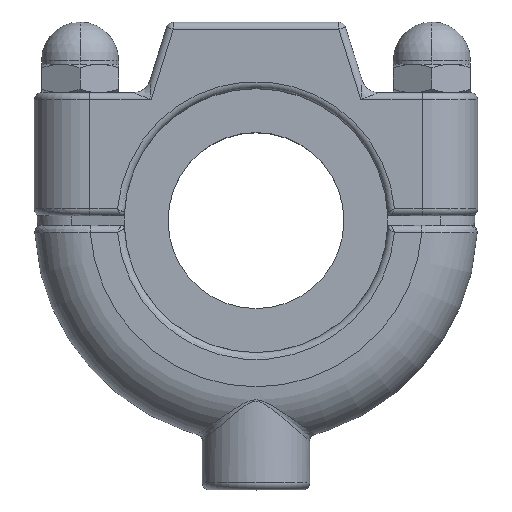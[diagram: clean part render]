
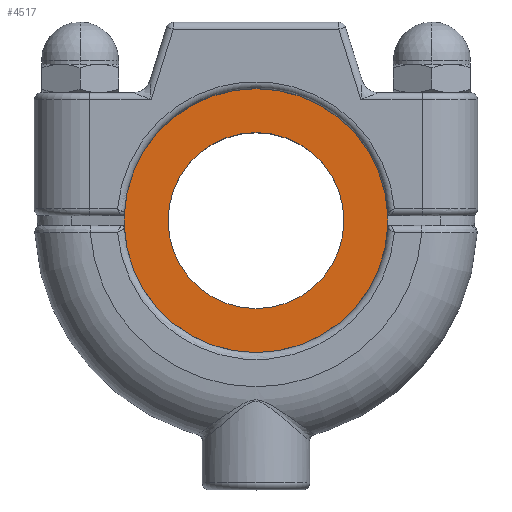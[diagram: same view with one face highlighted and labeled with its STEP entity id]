
A CAD part, top view. The second image highlights one B-rep face of the part: STEP entity #4517.
In plain terms, the highlighted planar face has unit normal (0, 0, 1).
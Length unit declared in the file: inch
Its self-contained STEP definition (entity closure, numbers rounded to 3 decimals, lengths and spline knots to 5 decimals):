
#337=CARTESIAN_POINT('',(0.,0.0275,0.315));
#338=DIRECTION('',(0.,0.,1.));
#339=DIRECTION('',(0.999,0.037,0.));
#340=AXIS2_PLACEMENT_3D('',#337,#338,#339);
#369=DIRECTION('',(0.,-1.,0.));
#370=VECTOR('',#369,0.055);
#371=CARTESIAN_POINT('',(-0.7495,0.055,0.315));
#372=LINE('',#371,#370);
#373=DIRECTION('',(0.,-1.,0.));
#374=VECTOR('',#373,0.055);
#375=CARTESIAN_POINT('',(0.7495,0.055,0.315));
#376=LINE('',#375,#374);
#377=CARTESIAN_POINT('',(0.,0.0275,0.315));
#378=DIRECTION('',(0.,0.,-1.));
#379=DIRECTION('',(1.,0.,0.));
#380=AXIS2_PLACEMENT_3D('',#377,#378,#379);
#382=CARTESIAN_POINT('',(0.,0.0275,0.315));
#383=DIRECTION('',(0.,0.,1.));
#384=DIRECTION('',(1.,0.,0.));
#385=AXIS2_PLACEMENT_3D('',#382,#383,#384);
#1355=CARTESIAN_POINT('',(0.,0.0275,0.315));
#1356=DIRECTION('',(0.,0.,1.));
#1357=DIRECTION('',(-0.999,-0.037,0.));
#1358=AXIS2_PLACEMENT_3D('',#1355,#1356,#1357);
#3616=CARTESIAN_POINT('',(0.5,0.0275,0.315));
#3618=VERTEX_POINT('',#3616);
#3620=CARTESIAN_POINT('',(-0.5,0.0275,0.315));
#3622=VERTEX_POINT('',#3620);
#3655=CARTESIAN_POINT('',(-0.7495,0.055,0.315));
#3656=CARTESIAN_POINT('',(-0.7495,0.,0.315));
#3657=VERTEX_POINT('',#3655);
#3658=VERTEX_POINT('',#3656);
#3659=CARTESIAN_POINT('',(0.7495,0.055,0.315));
#3660=CARTESIAN_POINT('',(0.7495,0.,0.315));
#3661=VERTEX_POINT('',#3659);
#3662=VERTEX_POINT('',#3660);
#4497=CARTESIAN_POINT('',(0.,0.0275,0.315));
#4498=DIRECTION('',(0.,0.,1.));
#4499=DIRECTION('',(-1.,0.,0.));
#4500=AXIS2_PLACEMENT_3D('',#4497,#4498,#4499);
#4501=PLANE('',#4500);
#4503=ORIENTED_EDGE('',*,*,#4502,.F.);
#4504=ORIENTED_EDGE('',*,*,#4480,.F.);
#4506=ORIENTED_EDGE('',*,*,#4505,.T.);
#4508=ORIENTED_EDGE('',*,*,#4507,.F.);
#4509=EDGE_LOOP('',(#4503,#4504,#4506,#4508));
#4510=FACE_OUTER_BOUND('',#4509,.F.);
#4512=ORIENTED_EDGE('',*,*,#4511,.F.);
#4514=ORIENTED_EDGE('',*,*,#4513,.T.);
#4515=EDGE_LOOP('',(#4512,#4514));
#4516=FACE_BOUND('',#4515,.F.);
#4517=ADVANCED_FACE('',(#4510,#4516),#4501,.T.);
#341=CIRCLE('',#340,0.75);
#381=CIRCLE('',#380,0.5);
#386=CIRCLE('',#385,0.5);
#1359=CIRCLE('',#1358,0.75);
#4480=EDGE_CURVE('',#3661,#3657,#341,.T.);
#4502=EDGE_CURVE('',#3657,#3658,#372,.T.);
#4505=EDGE_CURVE('',#3661,#3662,#376,.T.);
#4507=EDGE_CURVE('',#3658,#3662,#1359,.T.);
#4511=EDGE_CURVE('',#3618,#3622,#381,.T.);
#4513=EDGE_CURVE('',#3618,#3622,#386,.T.);
